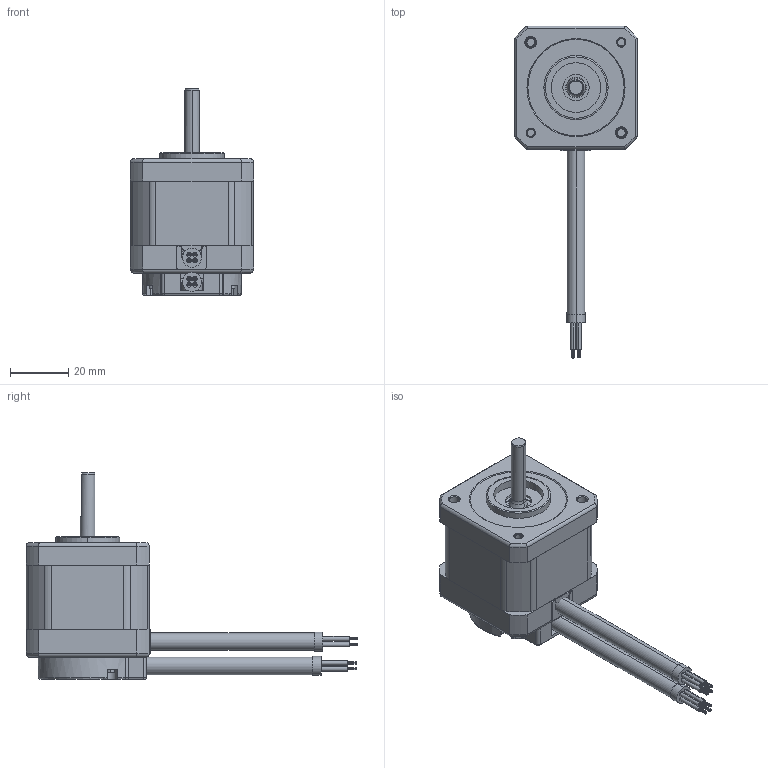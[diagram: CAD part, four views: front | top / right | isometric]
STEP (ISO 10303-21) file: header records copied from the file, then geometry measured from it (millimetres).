
FILE_DESCRIPTION((''),'2;1');
FILE_NAME('4611110043231_ASM','2023-02-09T10:14:25',('ms26442'),(''),'CREO PARAMETRIC BY PTC INC, 2018100','CREO PARAMETRIC BY PTC INC, 2018100','');
FILE_SCHEMA(('CONFIG_CONTROL_DESIGN'));
Products named in the file (26): 4613102100903; 3698153000598; 3698153000595; 4613104003611_ASM; 4613103012515_ASM; 4219121305793; 4331101000639; 4333201500255; 4613106100054_AF0; 4693220000344_AF0; 4613106100054_AF1; 4332101208702_AF0; 4613107114259_ASM; 4331101000011; 4219121305477; 4294440200012_AF5; 4294404001783; 3698154000317; 4613153000910_ASM; 4693220001132; 4716140201493; 4294404000626; 4219122001208; 4294404000344; DIANJIXIANSHU; 4611110043231_ASM
Assembly tree (32 placements, depth 5):
  4611110043231_ASM
    4613153000910_ASM
      4613103012515_ASM
        4613104003611_ASM
          4613102100903
          3698153000598
          3698153000595
      4219121305793
      4331101000639
      4333201500255
      4613107114259_ASM
        4613106100054_AF0
        4693220000344_AF0
        4613106100054_AF1
        4332101208702_AF0
      4331101000011
      4219121305477
      4294440200012_AF5
      4294404001783  x4
      3698154000317
    4693220001132
    4716140201493
    4294404000626  x2
    4219122001208
    4294404000344  x3
    DIANJIXIANSHU  x2
Bounding box: 42.2 x 113.7 x 70.8 mm (x, y, z)
Volume: 55991.8 mm3; surface area: 60686.7 mm2
Topology: 28 solids, 48 shells, 2837 faces, 7758 edges, 5100 vertices
Faces by surface type: cylinder 1342, plane 1276, torus 85, cone 79, bspline 37, sphere 18
Entity records: 85978 total; most frequent: CARTESIAN_POINT 17727, DIRECTION 14666, ORIENTED_EDGE 14196, EDGE_CURVE 7128, AXIS2_PLACEMENT_3D 5348, VERTEX_POINT 4690, VECTOR 3970, LINE 3970
